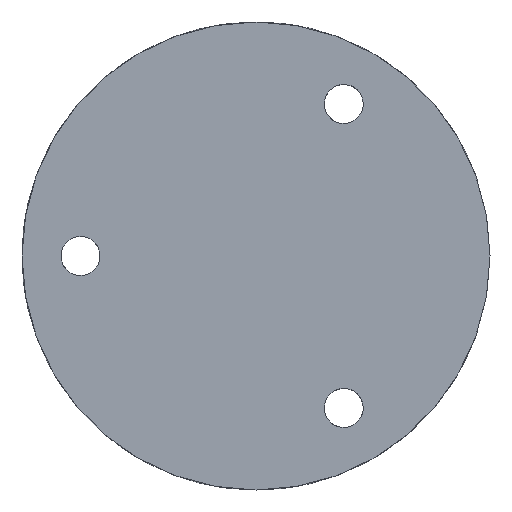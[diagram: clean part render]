
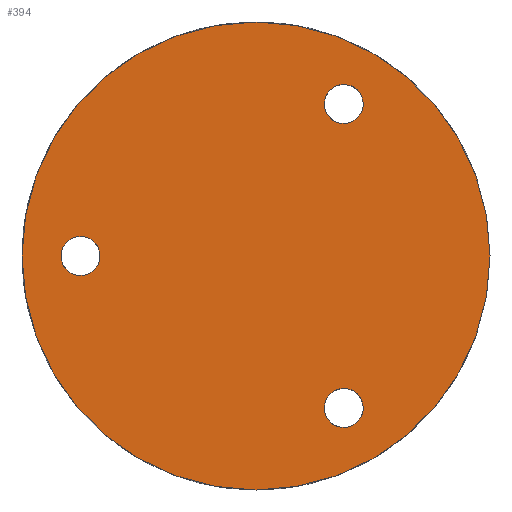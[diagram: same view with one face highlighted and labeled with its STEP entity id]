
A CAD part, front view. The second image highlights one B-rep face of the part: STEP entity #394.
In plain terms, the highlighted planar face has unit normal (0, -1, 0).
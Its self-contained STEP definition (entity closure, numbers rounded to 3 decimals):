
#73=AXIS2_PLACEMENT_3D('Circle Axis2P3D',#71,#72,$) ;
#102=AXIS2_PLACEMENT_3D('Circle Axis2P3D',#100,#101,$) ;
#316=AXIS2_PLACEMENT_3D('Circle Axis2P3D',#314,#315,$) ;
#335=AXIS2_PLACEMENT_3D('Circle Axis2P3D',#333,#334,$) ;
#348=AXIS2_PLACEMENT_3D('Plane Axis2P3D',#345,#346,#347) ;
#360=AXIS2_PLACEMENT_3D('Circle Axis2P3D',#358,#359,$) ;
#369=AXIS2_PLACEMENT_3D('Circle Axis2P3D',#367,#368,$) ;
#378=AXIS2_PLACEMENT_3D('Circle Axis2P3D',#376,#377,$) ;
#387=AXIS2_PLACEMENT_3D('Circle Axis2P3D',#385,#386,$) ;
#42=CARTESIAN_POINT('Vertex',(-49.388,0.,2.397)) ;
#68=CARTESIAN_POINT('Vertex',(-40.612,0.,-2.397)) ;
#71=CARTESIAN_POINT('Axis2P3D Location',(-45.,0.,0.)) ;
#100=CARTESIAN_POINT('Axis2P3D Location',(-45.,0.,0.)) ;
#311=CARTESIAN_POINT('Vertex',(60.,0.,0.)) ;
#314=CARTESIAN_POINT('Axis2P3D Location',(0.,0.,0.)) ;
#318=CARTESIAN_POINT('Vertex',(-60.,0.,0.)) ;
#333=CARTESIAN_POINT('Axis2P3D Location',(0.,0.,0.)) ;
#345=CARTESIAN_POINT('Axis2P3D Location',(0.,0.,0.)) ;
#358=CARTESIAN_POINT('Axis2P3D Location',(22.5,0.,38.971)) ;
#362=CARTESIAN_POINT('Vertex',(18.23,0.,36.37)) ;
#364=CARTESIAN_POINT('Vertex',(26.77,0.,41.573)) ;
#367=CARTESIAN_POINT('Axis2P3D Location',(22.5,0.,38.971)) ;
#376=CARTESIAN_POINT('Axis2P3D Location',(22.5,0.,-38.971)) ;
#380=CARTESIAN_POINT('Vertex',(22.382,0.,-33.973)) ;
#382=CARTESIAN_POINT('Vertex',(22.618,0.,-43.97)) ;
#385=CARTESIAN_POINT('Axis2P3D Location',(22.5,0.,-38.971)) ;
#72=DIRECTION('Axis2P3D Direction',(-0.,1.,0.)) ;
#101=DIRECTION('Axis2P3D Direction',(-0.,1.,0.)) ;
#315=DIRECTION('Axis2P3D Direction',(0.,1.,0.)) ;
#334=DIRECTION('Axis2P3D Direction',(0.,1.,0.)) ;
#346=DIRECTION('Axis2P3D Direction',(0.,1.,0.)) ;
#347=DIRECTION('Axis2P3D XDirection',(-1.,0.,0.)) ;
#359=DIRECTION('Axis2P3D Direction',(0.,1.,0.)) ;
#368=DIRECTION('Axis2P3D Direction',(0.,1.,0.)) ;
#377=DIRECTION('Axis2P3D Direction',(0.,1.,0.)) ;
#386=DIRECTION('Axis2P3D Direction',(0.,1.,0.)) ;
#351=ORIENTED_EDGE('',*,*,#320,.F.) ;
#352=ORIENTED_EDGE('',*,*,#337,.F.) ;
#355=ORIENTED_EDGE('',*,*,#75,.T.) ;
#356=ORIENTED_EDGE('',*,*,#104,.T.) ;
#373=ORIENTED_EDGE('',*,*,#366,.T.) ;
#374=ORIENTED_EDGE('',*,*,#371,.T.) ;
#391=ORIENTED_EDGE('',*,*,#384,.T.) ;
#392=ORIENTED_EDGE('',*,*,#389,.T.) ;
#357=FACE_BOUND('',#354,.T.) ;
#375=FACE_BOUND('',#372,.T.) ;
#393=FACE_BOUND('',#390,.T.) ;
#394=ADVANCED_FACE('Corps principal',(#353,#357,#375,#393),#349,.F.) ;
#74=CIRCLE('generated circle',#73,5.) ;
#103=CIRCLE('generated circle',#102,5.) ;
#317=CIRCLE('generated circle',#316,60.) ;
#336=CIRCLE('generated circle',#335,60.) ;
#361=CIRCLE('generated circle',#360,5.) ;
#370=CIRCLE('generated circle',#369,5.) ;
#379=CIRCLE('generated circle',#378,5.) ;
#388=CIRCLE('generated circle',#387,5.) ;
#75=EDGE_CURVE('',#43,#69,#74,.T.) ;
#104=EDGE_CURVE('',#69,#43,#103,.T.) ;
#320=EDGE_CURVE('',#312,#319,#317,.T.) ;
#337=EDGE_CURVE('',#319,#312,#336,.T.) ;
#366=EDGE_CURVE('',#363,#365,#361,.T.) ;
#371=EDGE_CURVE('',#365,#363,#370,.T.) ;
#384=EDGE_CURVE('',#381,#383,#379,.T.) ;
#389=EDGE_CURVE('',#383,#381,#388,.T.) ;
#350=EDGE_LOOP('',(#351,#352)) ;
#354=EDGE_LOOP('',(#355,#356)) ;
#372=EDGE_LOOP('',(#373,#374)) ;
#390=EDGE_LOOP('',(#391,#392)) ;
#353=FACE_OUTER_BOUND('',#350,.T.) ;
#349=PLANE('',#348) ;
#43=VERTEX_POINT('',#42) ;
#69=VERTEX_POINT('',#68) ;
#312=VERTEX_POINT('',#311) ;
#319=VERTEX_POINT('',#318) ;
#363=VERTEX_POINT('',#362) ;
#365=VERTEX_POINT('',#364) ;
#381=VERTEX_POINT('',#380) ;
#383=VERTEX_POINT('',#382) ;
